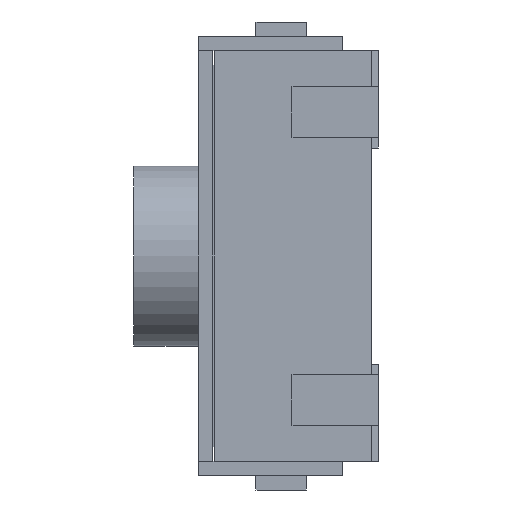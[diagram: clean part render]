
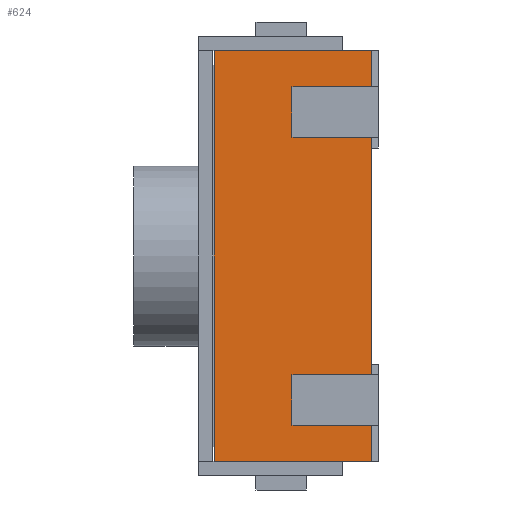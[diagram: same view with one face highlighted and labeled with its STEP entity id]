
A CAD part, left-side view. The second image highlights one B-rep face of the part: STEP entity #624.
In plain terms, the highlighted planar face has unit normal (-1, 0, 0).
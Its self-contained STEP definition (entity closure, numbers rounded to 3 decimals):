
#35 = EDGE_CURVE ( 'NONE', #2950, #841, #602, .T. ) ;
#85 = EDGE_CURVE ( 'NONE', #1603, #3079, #891, .T. ) ;
#129 = EDGE_LOOP ( 'NONE', ( #358, #156, #341, #3061, #268, #2991, #2926, #1672, #2731, #2802, #2977, #2929 ) ) ;
#156 = ORIENTED_EDGE ( 'NONE', *, *, #2435, .T. ) ;
#240 = EDGE_CURVE ( 'NONE', #248, #2737, #1895, .T. ) ;
#248 = VERTEX_POINT ( 'NONE', #1932 ) ;
#251 = EDGE_CURVE ( 'NONE', #3041, #248, #1948, .T. ) ;
#268 = ORIENTED_EDGE ( 'NONE', *, *, #3017, .T. ) ;
#339 = VERTEX_POINT ( 'NONE', #2306 ) ;
#341 = ORIENTED_EDGE ( 'NONE', *, *, #2292, .T. ) ;
#358 = ORIENTED_EDGE ( 'NONE', *, *, #240, .T. ) ;
#367 = VERTEX_POINT ( 'NONE', #2409 ) ;
#402 = CARTESIAN_POINT ( 'NONE',  ( -3.1, 0.1, 2.35 ) ) ;
#589 = LINE ( 'NONE', #590, #591 ) ;
#590 = CARTESIAN_POINT ( 'NONE',  ( -3.1, 2.28, 2.85 ) ) ;
#591 = VECTOR ( 'NONE', #592, 1000. ) ;
#592 = DIRECTION ( 'NONE',  ( 0., -1., 0. ) ) ;
#602 = LINE ( 'NONE', #603, #604 ) ;
#603 = CARTESIAN_POINT ( 'NONE',  ( -3.1, 2.28, 2.35 ) ) ;
#604 = VECTOR ( 'NONE', #608, 1000. ) ;
#608 = DIRECTION ( 'NONE',  ( 0., -1., 0. ) ) ;
#624 = ADVANCED_FACE ( 'NONE', ( #1616 ), #1617, .F. ) ;
#717 = LINE ( 'NONE', #718, #719 ) ;
#718 = CARTESIAN_POINT ( 'NONE',  ( -3.1, 0.1, 2.85 ) ) ;
#719 = VECTOR ( 'NONE', #720, 1000. ) ;
#720 = DIRECTION ( 'NONE',  ( 0., 0., 1. ) ) ;
#841 = VERTEX_POINT ( 'NONE', #402 ) ;
#853 = CARTESIAN_POINT ( 'NONE',  ( -3.1, 0.3, 1.65 ) ) ;
#882 = LINE ( 'NONE', #883, #884 ) ;
#883 = CARTESIAN_POINT ( 'NONE',  ( -3.1, 0.1, 2.85 ) ) ;
#884 = VECTOR ( 'NONE', #885, 1000. ) ;
#885 = DIRECTION ( 'NONE',  ( 0., 0., 1. ) ) ;
#886 = CARTESIAN_POINT ( 'NONE',  ( -3.1, 2.28, -2.85 ) ) ;
#891 = LINE ( 'NONE', #892, #893 ) ;
#892 = CARTESIAN_POINT ( 'NONE',  ( -3.1, 2.28, 1.65 ) ) ;
#893 = VECTOR ( 'NONE', #894, 1000. ) ;
#894 = DIRECTION ( 'NONE',  ( 0., -1., 0. ) ) ;
#1139 = CARTESIAN_POINT ( 'NONE',  ( -3.1, 0.1, 1.65 ) ) ;
#1209 = LINE ( 'NONE', #1210, #1211 ) ;
#1210 = CARTESIAN_POINT ( 'NONE',  ( -3.1, 0.3, 2.85 ) ) ;
#1211 = VECTOR ( 'NONE', #1212, 1000. ) ;
#1212 = DIRECTION ( 'NONE',  ( 0., 0., 1. ) ) ;
#1289 = LINE ( 'NONE', #1290, #1291 ) ;
#1290 = CARTESIAN_POINT ( 'NONE',  ( -3.1, 2.28, -2.35 ) ) ;
#1291 = VECTOR ( 'NONE', #1292, 1000. ) ;
#1292 = DIRECTION ( 'NONE',  ( 0., 1., 0. ) ) ;
#1368 = LINE ( 'NONE', #1369, #1370 ) ;
#1369 = CARTESIAN_POINT ( 'NONE',  ( -3.1, 0.3, 2.85 ) ) ;
#1370 = VECTOR ( 'NONE', #1371, 1000. ) ;
#1371 = DIRECTION ( 'NONE',  ( 0., 0., -1. ) ) ;
#1383 = CARTESIAN_POINT ( 'NONE',  ( -3.1, 0.3, -2.35 ) ) ;
#1603 = VERTEX_POINT ( 'NONE', #853 ) ;
#1616 = FACE_OUTER_BOUND ( 'NONE', #129, .T. ) ;
#1617 = PLANE ( 'NONE',  #1618 ) ;
#1618 = AXIS2_PLACEMENT_3D ( 'NONE', #1619, #1622, #1623 ) ;
#1619 = CARTESIAN_POINT ( 'NONE',  ( -3.1, 2.28, 2.85 ) ) ;
#1622 = DIRECTION ( 'NONE',  ( 1., 0., 0. ) ) ;
#1623 = DIRECTION ( 'NONE',  ( 0., 0., -1. ) ) ;
#1632 = CARTESIAN_POINT ( 'NONE',  ( -3.1, 0.1, -1.65 ) ) ;
#1657 = CARTESIAN_POINT ( 'NONE',  ( -3.1, 0.3, 2.35 ) ) ;
#1672 = ORIENTED_EDGE ( 'NONE', *, *, #35, .T. ) ;
#1694 = EDGE_CURVE ( 'NONE', #841, #367, #882, .T. ) ;
#1849 = CARTESIAN_POINT ( 'NONE',  ( -3.1, 2.28, 2.85 ) ) ;
#1895 = LINE ( 'NONE', #1896, #1897 ) ;
#1896 = CARTESIAN_POINT ( 'NONE',  ( -3.1, 0.1, 2.85 ) ) ;
#1897 = VECTOR ( 'NONE', #1898, 1000. ) ;
#1898 = DIRECTION ( 'NONE',  ( 0., 0., 1. ) ) ;
#1932 = CARTESIAN_POINT ( 'NONE',  ( -3.1, 0.1, -2.85 ) ) ;
#1948 = LINE ( 'NONE', #1949, #1950 ) ;
#1949 = CARTESIAN_POINT ( 'NONE',  ( -3.1, 2.28, -2.85 ) ) ;
#1950 = VECTOR ( 'NONE', #1951, 1000. ) ;
#1951 = DIRECTION ( 'NONE',  ( 0., -1., 0. ) ) ;
#1987 = LINE ( 'NONE', #1988, #1989 ) ;
#1988 = CARTESIAN_POINT ( 'NONE',  ( -3.1, 2.28, -1.65 ) ) ;
#1989 = VECTOR ( 'NONE', #1990, 1000. ) ;
#1990 = DIRECTION ( 'NONE',  ( 0., 1., 0. ) ) ;
#2008 = LINE ( 'NONE', #2009, #2010 ) ;
#2009 = CARTESIAN_POINT ( 'NONE',  ( -3.1, 2.28, 2.85 ) ) ;
#2010 = VECTOR ( 'NONE', #2015, 1000. ) ;
#2015 = DIRECTION ( 'NONE',  ( 0., 0., 1. ) ) ;
#2028 = CARTESIAN_POINT ( 'NONE',  ( -3.1, 0.1, -2.35 ) ) ;
#2292 = EDGE_CURVE ( 'NONE', #2559, #339, #1209, .T. ) ;
#2306 = CARTESIAN_POINT ( 'NONE',  ( -3.1, 0.3, -1.65 ) ) ;
#2409 = CARTESIAN_POINT ( 'NONE',  ( -3.1, 0.1, 2.85 ) ) ;
#2435 = EDGE_CURVE ( 'NONE', #2737, #2559, #1289, .T. ) ;
#2559 = VERTEX_POINT ( 'NONE', #1383 ) ;
#2646 = VERTEX_POINT ( 'NONE', #1632 ) ;
#2681 = VERTEX_POINT ( 'NONE', #1849 ) ;
#2726 = EDGE_CURVE ( 'NONE', #2646, #339, #1987, .T. ) ;
#2731 = ORIENTED_EDGE ( 'NONE', *, *, #1694, .T. ) ;
#2732 = EDGE_CURVE ( 'NONE', #3041, #2681, #2008, .T. ) ;
#2737 = VERTEX_POINT ( 'NONE', #2028 ) ;
#2802 = ORIENTED_EDGE ( 'NONE', *, *, #3000, .F. ) ;
#2926 = ORIENTED_EDGE ( 'NONE', *, *, #3111, .F. ) ;
#2929 = ORIENTED_EDGE ( 'NONE', *, *, #251, .T. ) ;
#2950 = VERTEX_POINT ( 'NONE', #1657 ) ;
#2977 = ORIENTED_EDGE ( 'NONE', *, *, #2732, .F. ) ;
#2991 = ORIENTED_EDGE ( 'NONE', *, *, #85, .F. ) ;
#3000 = EDGE_CURVE ( 'NONE', #2681, #367, #589, .T. ) ;
#3017 = EDGE_CURVE ( 'NONE', #2646, #3079, #717, .T. ) ;
#3041 = VERTEX_POINT ( 'NONE', #886 ) ;
#3061 = ORIENTED_EDGE ( 'NONE', *, *, #2726, .F. ) ;
#3079 = VERTEX_POINT ( 'NONE', #1139 ) ;
#3111 = EDGE_CURVE ( 'NONE', #2950, #1603, #1368, .T. ) ;
